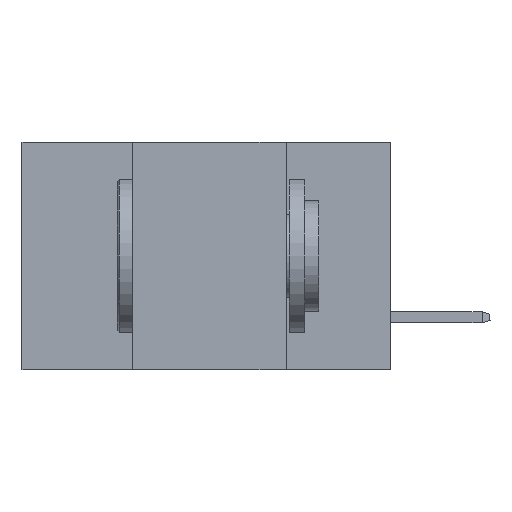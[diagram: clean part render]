
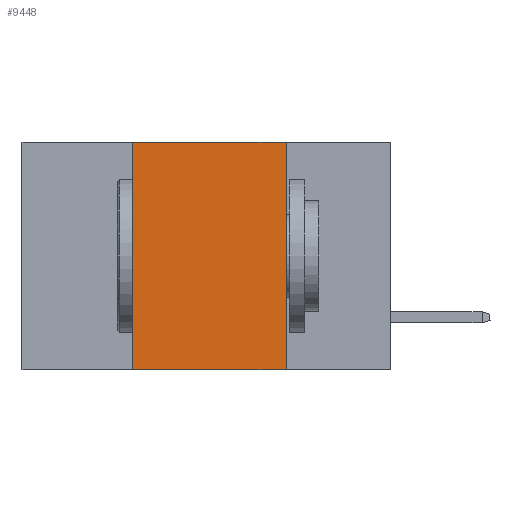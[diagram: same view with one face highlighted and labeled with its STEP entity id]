
A CAD part, left-side view. The second image highlights one B-rep face of the part: STEP entity #9448.
In plain terms, the highlighted planar face has unit normal (-1, 0, 0).
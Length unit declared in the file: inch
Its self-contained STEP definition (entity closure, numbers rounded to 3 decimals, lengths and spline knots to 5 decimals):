
#959 = CARTESIAN_POINT ( 'NONE',  ( 0., 0.17, 0. ) ) ;
#5548 = CARTESIAN_POINT ( 'NONE',  ( 0., 0.6, 0. ) ) ;
#6045 = DIRECTION ( 'NONE',  ( 0., 0., -1. ) ) ;
#6082 = EDGE_LOOP ( 'NONE', ( #37544, #43809, #32898, #7930 ) ) ;
#7602 = DIRECTION ( 'NONE',  ( 0., 0., 1. ) ) ;
#7930 = ORIENTED_EDGE ( 'NONE', *, *, #8927, .T. ) ;
#8508 = CARTESIAN_POINT ( 'NONE',  ( 0., 0.6, 0. ) ) ;
#8927 = EDGE_CURVE ( 'NONE', #12555, #23226, #21098, .T. ) ;
#8940 = DIRECTION ( 'NONE',  ( 0., -1., 0. ) ) ;
#9448 = ADVANCED_FACE ( 'NONE', ( #24390 ), #11910, .F. ) ;
#11665 = VECTOR ( 'NONE', #8940, 39.37008 ) ;
#11910 = PLANE ( 'NONE',  #27586 ) ;
#12555 = VERTEX_POINT ( 'NONE', #20473 ) ;
#12991 = CARTESIAN_POINT ( 'NONE',  ( 0., 0.17, -0.37 ) ) ;
#16007 = VECTOR ( 'NONE', #7602, 39.37008 ) ;
#17711 = CARTESIAN_POINT ( 'NONE',  ( 0., 0.17, 0. ) ) ;
#20473 = CARTESIAN_POINT ( 'NONE',  ( 0., 0.42, -0.37 ) ) ;
#20717 = VERTEX_POINT ( 'NONE', #45636 ) ;
#21098 = LINE ( 'NONE', #41205, #11665 ) ;
#23226 = VERTEX_POINT ( 'NONE', #12991 ) ;
#23342 = LINE ( 'NONE', #5548, #42261 ) ;
#24390 = FACE_OUTER_BOUND ( 'NONE', #6082, .T. ) ;
#25420 = VECTOR ( 'NONE', #25807, 39.37008 ) ;
#25807 = DIRECTION ( 'NONE',  ( 0., 0., -1. ) ) ;
#27253 = DIRECTION ( 'NONE',  ( 1., 0., 0. ) ) ;
#27586 = AXIS2_PLACEMENT_3D ( 'NONE', #8508, #27253, #6045 ) ;
#32394 = VERTEX_POINT ( 'NONE', #17711 ) ;
#32898 = ORIENTED_EDGE ( 'NONE', *, *, #38471, .F. ) ;
#33032 = CARTESIAN_POINT ( 'NONE',  ( 0., 0.42, 0. ) ) ;
#34951 = LINE ( 'NONE', #33032, #16007 ) ;
#36144 = EDGE_CURVE ( 'NONE', #32394, #23226, #37121, .T. ) ;
#37121 = LINE ( 'NONE', #959, #25420 ) ;
#37544 = ORIENTED_EDGE ( 'NONE', *, *, #36144, .F. ) ;
#37972 = DIRECTION ( 'NONE',  ( 0., -1., 0. ) ) ;
#38471 = EDGE_CURVE ( 'NONE', #12555, #20717, #34951, .T. ) ;
#41205 = CARTESIAN_POINT ( 'NONE',  ( 0., 0.6, -0.37 ) ) ;
#42261 = VECTOR ( 'NONE', #37972, 39.37008 ) ;
#43248 = EDGE_CURVE ( 'NONE', #20717, #32394, #23342, .T. ) ;
#43809 = ORIENTED_EDGE ( 'NONE', *, *, #43248, .F. ) ;
#45636 = CARTESIAN_POINT ( 'NONE',  ( 0., 0.42, 0. ) ) ;
